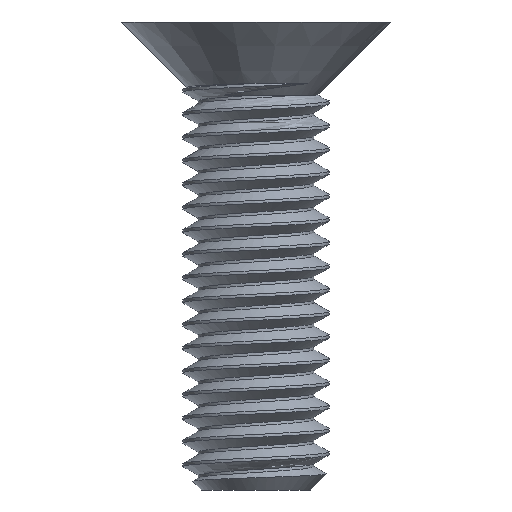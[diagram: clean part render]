
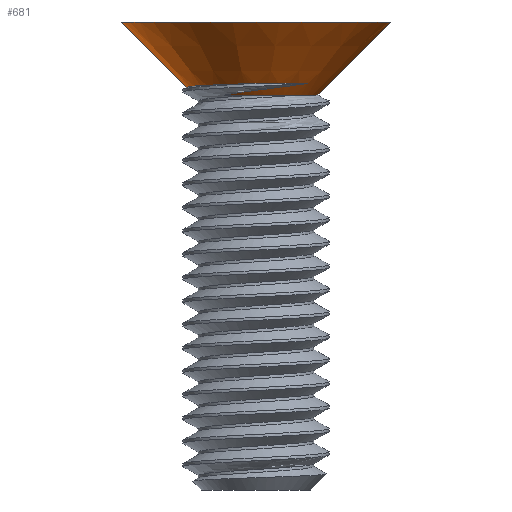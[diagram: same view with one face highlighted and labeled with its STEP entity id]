
A CAD part, left-side view. The second image highlights one B-rep face of the part: STEP entity #681.
In plain terms, the highlighted conical face has half-angle 45 degrees and reference radius 2.5 mm.
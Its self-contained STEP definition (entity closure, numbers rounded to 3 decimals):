
#18 = CARTESIAN_POINT ( 'NONE',  ( 0., 0., 2.5 ) ) ;
#32 = CARTESIAN_POINT ( 'NONE',  ( 0., -2.5, 0.4 ) ) ;
#104 = EDGE_CURVE ( 'NONE', #3028, #3468, #5048, .T. ) ;
#137 = AXIS2_PLACEMENT_3D ( 'NONE', #1167, #1530, #1508 ) ;
#187 = DIRECTION ( 'NONE',  ( 0., -1., 0. ) ) ;
#219 = ORIENTED_EDGE ( 'NONE', *, *, #104, .F. ) ;
#221 = VERTEX_POINT ( 'NONE', #4235 ) ;
#370 = CARTESIAN_POINT ( 'NONE',  ( -2.223, 1.074, 0.364 ) ) ;
#492 = CARTESIAN_POINT ( 'NONE',  ( -2.287, -0.088, 0.174 ) ) ;
#578 = CIRCLE ( 'NONE', #1604, 4.6 ) ;
#627 = CARTESIAN_POINT ( 'NONE',  ( -0.344, -2.086, 0.007 ) ) ;
#681 = ADVANCED_FACE ( 'NONE', ( #2075 ), #1117, .T. ) ;
#698 = B_SPLINE_CURVE_WITH_KNOTS ( 'NONE', 3,
 ( #1089, #1971, #5219, #1563, #3192, #4813, #2381, #1130, #2787, #1163, #370, #4830, #3157, #5235, #2361, #1542 ),
 .UNSPECIFIED., .F., .F.,
 ( 4, 2, 2, 2, 2, 2, 2, 4 ),
 ( 0.008, 0.008, 0.009, 0.009, 0.01, 0.01, 0.011, 0.011 ),
 .UNSPECIFIED. ) ;
#791 = ORIENTED_EDGE ( 'NONE', *, *, #2780, .F. ) ;
#806 = ORIENTED_EDGE ( 'NONE', *, *, #4455, .T. ) ;
#927 = CARTESIAN_POINT ( 'NONE',  ( -2.229, -0.855, 0.274 ) ) ;
#945 = CARTESIAN_POINT ( 'NONE',  ( -0.173, -2.113, 0.013 ) ) ;
#974 = ORIENTED_EDGE ( 'NONE', *, *, #2878, .T. ) ;
#1009 = CARTESIAN_POINT ( 'NONE',  ( -0.512, -2.037, 0. ) ) ;
#1089 = CARTESIAN_POINT ( 'NONE',  ( 0., 2.373, 0.273 ) ) ;
#1101 = ORIENTED_EDGE ( 'NONE', *, *, #1657, .T. ) ;
#1117 = CONICAL_SURFACE ( 'NONE', #3401, 2.5, 0.785 ) ;
#1126 = DIRECTION ( 'NONE',  ( 1., 0., 0. ) ) ;
#1130 = CARTESIAN_POINT ( 'NONE',  ( -1.855, 1.597, 0.342 ) ) ;
#1163 = CARTESIAN_POINT ( 'NONE',  ( -2.144, 1.213, 0.358 ) ) ;
#1167 = CARTESIAN_POINT ( 'NONE',  ( 0., 0., 0.4 ) ) ;
#1277 = DIRECTION ( 'NONE',  ( 0., -0.707, 0.707 ) ) ;
#1302 = CARTESIAN_POINT ( 'NONE',  ( -2.252, 0.164, 0.143 ) ) ;
#1307 = CARTESIAN_POINT ( 'NONE',  ( 0., 4.6, 2.5 ) ) ;
#1342 = CARTESIAN_POINT ( 'NONE',  ( 0., -4.6, 2.5 ) ) ;
#1482 = VERTEX_POINT ( 'NONE', #1307 ) ;
#1508 = DIRECTION ( 'NONE',  ( 0., 1., 0. ) ) ;
#1524 = AXIS2_PLACEMENT_3D ( 'NONE', #3154, #2342, #1126 ) ;
#1530 = DIRECTION ( 'NONE',  ( 0., 0., -1. ) ) ;
#1542 = CARTESIAN_POINT ( 'NONE',  ( -2.5, 0., 0.4 ) ) ;
#1546 = VECTOR ( 'NONE', #1984, 1000. ) ;
#1563 = CARTESIAN_POINT ( 'NONE',  ( -0.633, 2.315, 0.295 ) ) ;
#1604 = AXIS2_PLACEMENT_3D ( 'NONE', #18, #1674, #2845 ) ;
#1657 = EDGE_CURVE ( 'NONE', #2632, #4038, #2706, .T. ) ;
#1674 = DIRECTION ( 'NONE',  ( 0., 0., 1. ) ) ;
#1696 = CARTESIAN_POINT ( 'NONE',  ( -1.768, -1.768, 0.4 ) ) ;
#1931 = CARTESIAN_POINT ( 'NONE',  ( 0., 2.5, 0.4 ) ) ;
#1941 = CARTESIAN_POINT ( 'NONE',  ( -2.5, 0., 0.4 ) ) ;
#1958 = EDGE_LOOP ( 'NONE', ( #791, #806, #219, #3363, #974, #1101, #3630, #4086 ) ) ;
#1971 = CARTESIAN_POINT ( 'NONE',  ( -0.16, 2.378, 0.278 ) ) ;
#1984 = DIRECTION ( 'NONE',  ( 0., 0.707, 0.707 ) ) ;
#2075 = FACE_OUTER_BOUND ( 'NONE', #1958, .T. ) ;
#2101 = EDGE_CURVE ( 'NONE', #1482, #2245, #578, .T. ) ;
#2245 = VERTEX_POINT ( 'NONE', #1342 ) ;
#2262 = EDGE_CURVE ( 'NONE', #3028, #3491, #3967, .T. ) ;
#2342 = DIRECTION ( 'NONE',  ( 0., 0., 1. ) ) ;
#2361 = CARTESIAN_POINT ( 'NONE',  ( -2.495, 0.161, 0.395 ) ) ;
#2381 = CARTESIAN_POINT ( 'NONE',  ( -1.511, 1.926, 0.327 ) ) ;
#2533 = CARTESIAN_POINT ( 'NONE',  ( -2.276, -0.604, 0.241 ) ) ;
#2632 = VERTEX_POINT ( 'NONE', #3961 ) ;
#2706 = B_SPLINE_CURVE_WITH_KNOTS ( 'NONE', 3,
 ( #1009, #627, #945, #5007 ),
 .UNSPECIFIED., .F., .F.,
 ( 4, 4 ),
 ( 0., 0.001 ),
 .UNSPECIFIED. ) ;
#2780 = EDGE_CURVE ( 'NONE', #221, #1482, #4785, .T. ) ;
#2787 = CARTESIAN_POINT ( 'NONE',  ( -1.96, 1.474, 0.348 ) ) ;
#2819 = LINE ( 'NONE', #32, #2994 ) ;
#2845 = DIRECTION ( 'NONE',  ( 0., -1., 0. ) ) ;
#2878 = EDGE_CURVE ( 'NONE', #3491, #2632, #2991, .T. ) ;
#2991 = CIRCLE ( 'NONE', #1524, 2.1 ) ;
#2994 = VECTOR ( 'NONE', #1277, 1000. ) ;
#3028 = VERTEX_POINT ( 'NONE', #1696 ) ;
#3145 = CARTESIAN_POINT ( 'NONE',  ( -1.802, 1.078, 0. ) ) ;
#3154 = CARTESIAN_POINT ( 'NONE',  ( 0., 0., 0. ) ) ;
#3157 = CARTESIAN_POINT ( 'NONE',  ( -2.404, 0.63, 0.38 ) ) ;
#3192 = CARTESIAN_POINT ( 'NONE',  ( -0.789, 2.272, 0.3 ) ) ;
#3326 = CARTESIAN_POINT ( 'NONE',  ( -1.768, -1.768, 0.4 ) ) ;
#3363 = ORIENTED_EDGE ( 'NONE', *, *, #2262, .T. ) ;
#3401 = AXIS2_PLACEMENT_3D ( 'NONE', #4643, #5046, #187 ) ;
#3468 = VERTEX_POINT ( 'NONE', #1941 ) ;
#3491 = VERTEX_POINT ( 'NONE', #3145 ) ;
#3630 = ORIENTED_EDGE ( 'NONE', *, *, #4957, .T. ) ;
#3961 = CARTESIAN_POINT ( 'NONE',  ( -0.512, -2.037, 0. ) ) ;
#3967 = B_SPLINE_CURVE_WITH_KNOTS ( 'NONE', 3,
 ( #3326, #4162, #4556, #927, #2533, #492, #1302, #4586, #4602, #5017 ),
 .UNSPECIFIED., .F., .F.,
 ( 4, 2, 2, 2, 4 ),
 ( 0., 0.001, 0.002, 0.002, 0.003 ),
 .UNSPECIFIED. ) ;
#4038 = VERTEX_POINT ( 'NONE', #4243 ) ;
#4086 = ORIENTED_EDGE ( 'NONE', *, *, #2101, .F. ) ;
#4162 = CARTESIAN_POINT ( 'NONE',  ( -1.929, -1.565, 0.371 ) ) ;
#4235 = CARTESIAN_POINT ( 'NONE',  ( 0., 2.373, 0.273 ) ) ;
#4243 = CARTESIAN_POINT ( 'NONE',  ( 0., -2.12, 0.02 ) ) ;
#4455 = EDGE_CURVE ( 'NONE', #221, #3468, #698, .T. ) ;
#4556 = CARTESIAN_POINT ( 'NONE',  ( -2.055, -1.339, 0.339 ) ) ;
#4586 = CARTESIAN_POINT ( 'NONE',  ( -2.088, 0.655, 0.073 ) ) ;
#4602 = CARTESIAN_POINT ( 'NONE',  ( -1.965, 0.878, 0.037 ) ) ;
#4643 = CARTESIAN_POINT ( 'NONE',  ( 0., 0., 0.4 ) ) ;
#4785 = LINE ( 'NONE', #1931, #1546 ) ;
#4813 = CARTESIAN_POINT ( 'NONE',  ( -1.234, 2.102, 0.316 ) ) ;
#4830 = CARTESIAN_POINT ( 'NONE',  ( -2.352, 0.784, 0.374 ) ) ;
#4957 = EDGE_CURVE ( 'NONE', #4038, #2245, #2819, .T. ) ;
#5007 = CARTESIAN_POINT ( 'NONE',  ( 0., -2.12, 0.02 ) ) ;
#5017 = CARTESIAN_POINT ( 'NONE',  ( -1.802, 1.078, 0. ) ) ;
#5046 = DIRECTION ( 'NONE',  ( 0., 0., 1. ) ) ;
#5048 = CIRCLE ( 'NONE', #137, 2.5 ) ;
#5219 = CARTESIAN_POINT ( 'NONE',  ( -0.318, 2.368, 0.284 ) ) ;
#5235 = CARTESIAN_POINT ( 'NONE',  ( -2.475, 0.319, 0.39 ) ) ;
